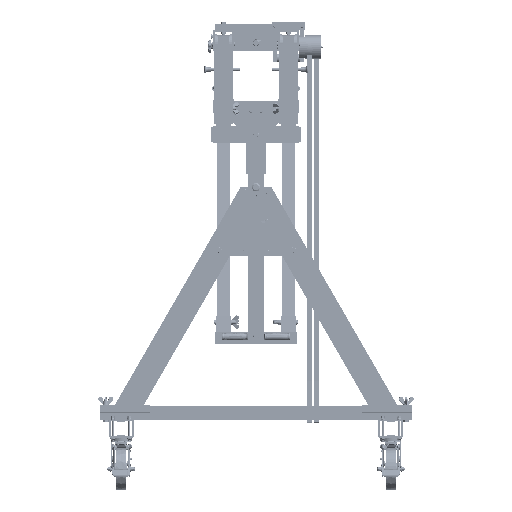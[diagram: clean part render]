
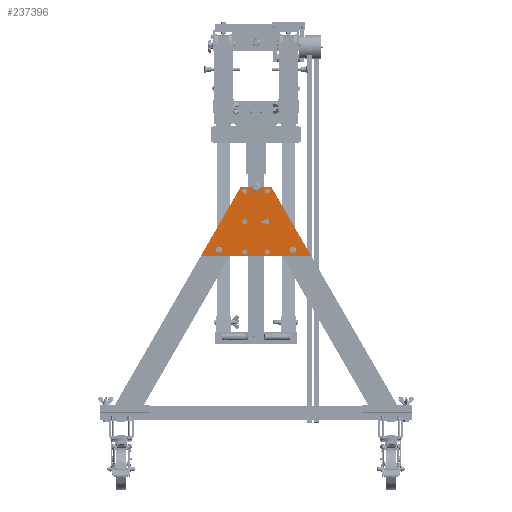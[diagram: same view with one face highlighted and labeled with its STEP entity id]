
A CAD part, front view. The second image highlights one B-rep face of the part: STEP entity #237396.
In plain terms, the highlighted planar face has unit normal (0, -1, 0).
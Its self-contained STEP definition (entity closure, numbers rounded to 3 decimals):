
#18363=LINE('',#335472,#33774);
#18365=LINE('',#335476,#33776);
#18366=LINE('',#335478,#33777);
#18367=LINE('',#335479,#33778);
#33774=VECTOR('',#274824,10.);
#33776=VECTOR('',#274828,10.);
#33777=VECTOR('',#274829,10.);
#33778=VECTOR('',#274830,10.);
#49073=FACE_OUTER_BOUND('',#62982,.T.);
#62982=EDGE_LOOP('',(#146161,#146162,#146163,#146164));
#87865=VERTEX_POINT('',#335469);
#87866=VERTEX_POINT('',#335471);
#87867=VERTEX_POINT('',#335475);
#87868=VERTEX_POINT('',#335477);
#110832=EDGE_CURVE('',#87865,#87866,#18363,.T.);
#110834=EDGE_CURVE('',#87867,#87865,#18365,.T.);
#110835=EDGE_CURVE('',#87868,#87867,#18366,.T.);
#110836=EDGE_CURVE('',#87866,#87868,#18367,.T.);
#146161=ORIENTED_EDGE('',*,*,#110832,.F.);
#146162=ORIENTED_EDGE('',*,*,#110834,.F.);
#146163=ORIENTED_EDGE('',*,*,#110835,.F.);
#146164=ORIENTED_EDGE('',*,*,#110836,.F.);
#215740=PLANE('',#251849);
#237396=ADVANCED_FACE('',(#49073),#215740,.F.);
#251849=AXIS2_PLACEMENT_3D('',#335474,#274826,#274827);
#274824=DIRECTION('',(0.5,0.,-0.866));
#274826=DIRECTION('center_axis',(0.,1.,0.));
#274827=DIRECTION('ref_axis',(0.,0.,
1.));
#274828=DIRECTION('',(1.,0.,0.));
#274829=DIRECTION('',(0.5,0.,0.866));
#274830=DIRECTION('',(-1.,0.,0.));
#335469=CARTESIAN_POINT('',(74.,-61.,330.));
#335471=CARTESIAN_POINT('',(264.526,-61.,0.));
#335472=CARTESIAN_POINT('',(74.,-61.,330.));
#335474=CARTESIAN_POINT('Origin',(0.,-61.,
121.312));
#335475=CARTESIAN_POINT('',(-74.,-61.,330.));
#335476=CARTESIAN_POINT('',(-74.,-61.,330.));
#335477=CARTESIAN_POINT('',(-264.526,-61.,0.));
#335478=CARTESIAN_POINT('',(-264.526,-61.,0.));
#335479=CARTESIAN_POINT('',(264.526,-61.,0.));
